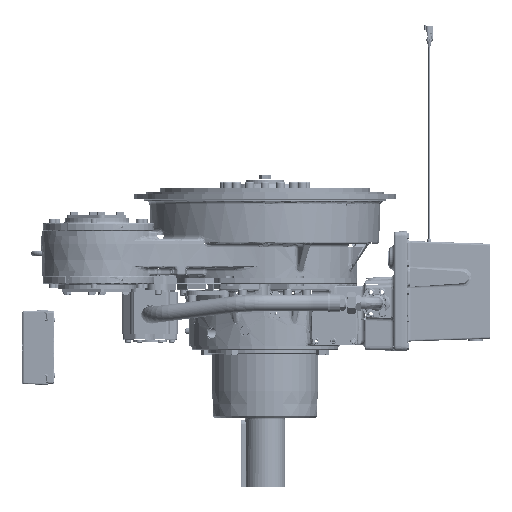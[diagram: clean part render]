
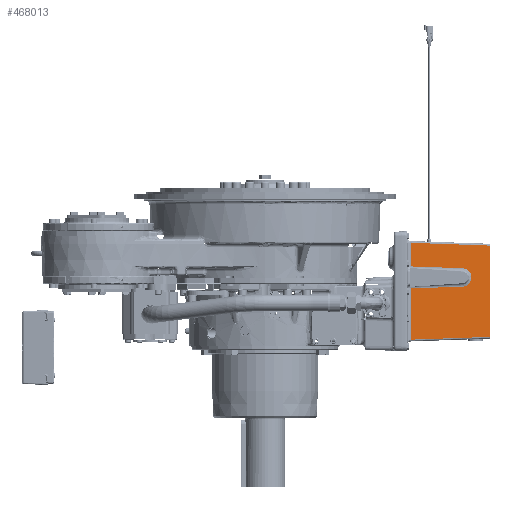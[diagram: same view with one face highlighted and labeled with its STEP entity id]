
A CAD part, left-side view. The second image highlights one B-rep face of the part: STEP entity #468013.
In plain terms, the highlighted planar face has unit normal (-0.999, -0.035, 0).
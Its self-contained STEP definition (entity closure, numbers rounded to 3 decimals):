
#4380 = VERTEX_POINT ( 'NONE', #173350 ) ;
#18948 = CARTESIAN_POINT ( 'NONE',  ( -244.045, -536.723, -201.715 ) ) ;
#34911 = CARTESIAN_POINT ( 'NONE',  ( -241.444, -611.2, -140.253 ) ) ;
#67002 = VECTOR ( 'NONE', #592114, 1000. ) ;
#69559 = EDGE_LOOP ( 'NONE', ( #218832, #440699, #548368, #185464, #437935, #592969, #134171, #447721, #153948 ) ) ;
#88715 = DIRECTION ( 'NONE',  ( -0.999, -0.035, 0. ) ) ;
#90497 = CARTESIAN_POINT ( 'NONE',  ( -243.203, -560.851, -226.7 ) ) ;
#113149 = CARTESIAN_POINT ( 'NONE',  ( -241.444, -611.2, -101.7 ) ) ;
#125794 = VERTEX_POINT ( 'NONE', #166544 ) ;
#134171 = ORIENTED_EDGE ( 'NONE', *, *, #396822, .T. ) ;
#152100 = CARTESIAN_POINT ( 'NONE',  ( -250.036, -365.155, -131.66 ) ) ;
#153948 = ORIENTED_EDGE ( 'NONE', *, *, #512683, .T. ) ;
#161255 = VERTEX_POINT ( 'NONE', #354867 ) ;
#161958 = VERTEX_POINT ( 'NONE', #18948 ) ;
#163661 = CARTESIAN_POINT ( 'NONE',  ( -244.045, -536.723, -201.715 ) ) ;
#165474 = DIRECTION ( 'NONE',  ( 0., 0., -1. ) ) ;
#166544 = CARTESIAN_POINT ( 'NONE',  ( -248.965, -395.851, -196.796 ) ) ;
#169931 = CARTESIAN_POINT ( 'NONE',  ( -243.203, -560.851, -226.7 ) ) ;
#173350 = CARTESIAN_POINT ( 'NONE',  ( -241.444, -611.2, -388.147 ) ) ;
#178418 = PLANE ( 'NONE',  #602519 ) ;
#185464 = ORIENTED_EDGE ( 'NONE', *, *, #474474, .T. ) ;
#189956 = VECTOR ( 'NONE', #449181, 1000. ) ;
#212767 = VERTEX_POINT ( 'NONE', #558671 ) ;
#212794 = CARTESIAN_POINT ( 'NONE',  ( -244.045, -536.723, -251.685 ) ) ;
#218832 = ORIENTED_EDGE ( 'NONE', *, *, #599614, .F. ) ;
#249700 = CARTESIAN_POINT ( 'NONE',  ( -244.033, -537.072, -201.727 ) ) ;
#253988 = VERTEX_POINT ( 'NONE', #34911 ) ;
#260477 = EDGE_CURVE ( 'NONE', #527881, #125794, #405429, .T. ) ;
#263833 = CARTESIAN_POINT ( 'NONE',  ( -243.203, -560.851, -240.943 ) ) ;
#288577 = EDGE_CURVE ( 'NONE', #161958, #347572, #448970, .T. ) ;
#292838 = LINE ( 'NONE', #152100, #554827 ) ;
#325571 = EDGE_CURVE ( 'NONE', #161255, #212767, #333290, .T. ) ;
#328784 = CARTESIAN_POINT ( 'NONE',  ( -250., -366.2, -101.7 ) ) ;
#331926 = FACE_OUTER_BOUND ( 'NONE', #69559, .T. ) ;
#333290 = LINE ( 'NONE', #528563, #614115 ) ;
#347125 = DIRECTION ( 'NONE',  ( -0.035, 0.999, 0.035 ) ) ;
#347572 = VERTEX_POINT ( 'NONE', #90497 ) ;
#354867 = CARTESIAN_POINT ( 'NONE',  ( -248.965, -395.851, -256.604 ) ) ;
#359887 = CARTESIAN_POINT ( 'NONE',  ( -243.203, -560.851, -226.7 ) ) ;
#362576 = CARTESIAN_POINT ( 'NONE',  ( -248.965, -395.851, -132.732 ) ) ;
#372924 = EDGE_CURVE ( 'NONE', #347572, #452958, #596003, .T. ) ;
#392858 = VECTOR ( 'NONE', #504142, 1000. ) ;
#396822 = EDGE_CURVE ( 'NONE', #452958, #161255, #606470, .T. ) ;
#401728 = CARTESIAN_POINT ( 'NONE',  ( -249.289, -386.548, -256.929 ) ) ;
#405429 = LINE ( 'NONE', #498410, #488341 ) ;
#409267 = LINE ( 'NONE', #415536, #498527 ) ;
#415536 = CARTESIAN_POINT ( 'NONE',  ( -249.641, -376.477, -396.344 ) ) ;
#434258 = DIRECTION ( 'NONE',  ( 0.035, -0.999, 0. ) ) ;
#435632 = DIRECTION ( 'NONE',  ( 0., 0., -1. ) ) ;
#437935 = ORIENTED_EDGE ( 'NONE', *, *, #288577, .T. ) ;
#440699 = ORIENTED_EDGE ( 'NONE', *, *, #627506, .T. ) ;
#447721 = ORIENTED_EDGE ( 'NONE', *, *, #325571, .T. ) ;
#448970 =( BOUNDED_CURVE ( )  B_SPLINE_CURVE ( 3, ( #163661, #557259, #506090, #169931 ),
 .UNSPECIFIED., .F., .F. ) 
 B_SPLINE_CURVE_WITH_KNOTS ( ( 4, 4 ),
 ( 4.747, 6.283 ),
 .UNSPECIFIED. ) 
 CURVE ( )  GEOMETRIC_REPRESENTATION_ITEM ( )  RATIONAL_B_SPLINE_CURVE ( ( 1., 0.813, 0.813, 1. ) ) 
 REPRESENTATION_ITEM ( '' )  );
#449181 = DIRECTION ( 'NONE',  ( 0., 0., -1. ) ) ;
#452958 = VERTEX_POINT ( 'NONE', #212794 ) ;
#456031 = CARTESIAN_POINT ( 'NONE',  ( -243.548, -550.957, -251.188 ) ) ;
#459155 = CARTESIAN_POINT ( 'NONE',  ( -244.045, -536.723, -251.685 ) ) ;
#468013 = ADVANCED_FACE ( 'NONE', ( #331926 ), #178418, .T. ) ;
#474474 = EDGE_CURVE ( 'NONE', #125794, #161958, #492936, .T. ) ;
#488341 = VECTOR ( 'NONE', #165474, 1000. ) ;
#492936 = LINE ( 'NONE', #249700, #67002 ) ;
#498410 = CARTESIAN_POINT ( 'NONE',  ( -248.965, -395.851, -101.7 ) ) ;
#498527 = VECTOR ( 'NONE', #508475, 1000. ) ;
#504142 = DIRECTION ( 'NONE',  ( -0.035, 0.999, -0.035 ) ) ;
#506090 = CARTESIAN_POINT ( 'NONE',  ( -243.203, -560.851, -212.457 ) ) ;
#508475 = DIRECTION ( 'NONE',  ( 0.035, -0.999, 0.035 ) ) ;
#512683 = EDGE_CURVE ( 'NONE', #212767, #4380, #409267, .T. ) ;
#527881 = VERTEX_POINT ( 'NONE', #362576 ) ;
#528563 = CARTESIAN_POINT ( 'NONE',  ( -248.965, -395.851, -101.7 ) ) ;
#548368 = ORIENTED_EDGE ( 'NONE', *, *, #260477, .T. ) ;
#554827 = VECTOR ( 'NONE', #347125, 1000. ) ;
#557259 = CARTESIAN_POINT ( 'NONE',  ( -243.548, -550.957, -202.212 ) ) ;
#558671 = CARTESIAN_POINT ( 'NONE',  ( -248.965, -395.851, -395.668 ) ) ;
#592114 = DIRECTION ( 'NONE',  ( 0.035, -0.999, -0.035 ) ) ;
#592969 = ORIENTED_EDGE ( 'NONE', *, *, #372924, .T. ) ;
#596003 =( BOUNDED_CURVE ( )  B_SPLINE_CURVE ( 3, ( #359887, #263833, #456031, #459155 ),
 .UNSPECIFIED., .F., .F. ) 
 B_SPLINE_CURVE_WITH_KNOTS ( ( 4, 4 ),
 ( 0., 1.536 ),
 .UNSPECIFIED. ) 
 CURVE ( )  GEOMETRIC_REPRESENTATION_ITEM ( )  RATIONAL_B_SPLINE_CURVE ( ( 1., 0.813, 0.813, 1. ) ) 
 REPRESENTATION_ITEM ( '' )  );
#596416 = LINE ( 'NONE', #113149, #189956 ) ;
#599614 = EDGE_CURVE ( 'NONE', #253988, #4380, #596416, .T. ) ;
#602519 = AXIS2_PLACEMENT_3D ( 'NONE', #328784, #88715, #434258 ) ;
#606470 = LINE ( 'NONE', #401728, #392858 ) ;
#614115 = VECTOR ( 'NONE', #435632, 1000. ) ;
#627506 = EDGE_CURVE ( 'NONE', #253988, #527881, #292838, .T. ) ;
